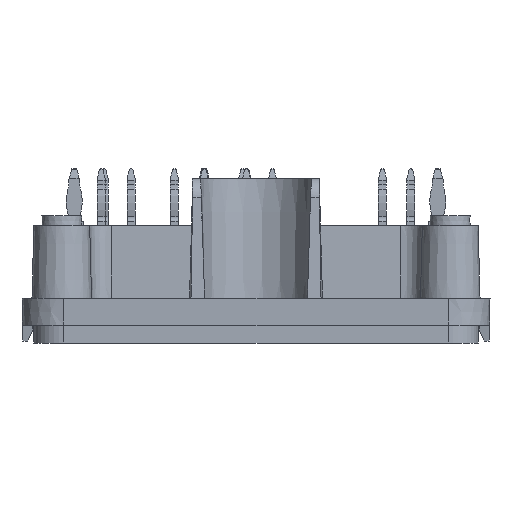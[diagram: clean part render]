
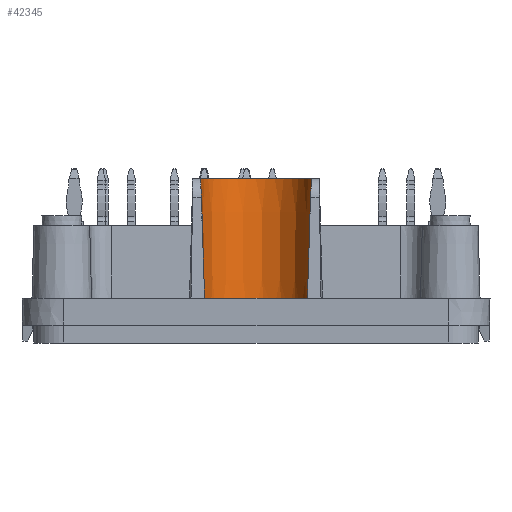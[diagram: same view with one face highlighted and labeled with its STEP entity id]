
A CAD part, left-side view. The second image highlights one B-rep face of the part: STEP entity #42345.
In plain terms, the highlighted conical face has half-angle 1 degrees and reference radius 5.538 mm.
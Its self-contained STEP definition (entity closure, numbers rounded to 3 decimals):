
#127=CONICAL_SURFACE('',#44429,5.538,0.017);
#423=B_SPLINE_CURVE_WITH_KNOTS('',3,(#59077,#59078,#59079,#59080,#59081),
 .UNSPECIFIED.,.F.,.F.,(4,1,4),(0.,0.002,0.003),
 .UNSPECIFIED.);
#424=B_SPLINE_CURVE_WITH_KNOTS('',3,(#59089,#59090,#59091,#59092,#59093),
 .UNSPECIFIED.,.F.,.F.,(4,1,4),(0.,0.002,
0.003),.UNSPECIFIED.);
#494=ELLIPSE('',#44422,126.261,6.231);
#495=ELLIPSE('',#44428,126.261,6.231);
#9748=ORIENTED_EDGE('',*,*,#17124,.F.);
#9749=ORIENTED_EDGE('',*,*,#18117,.T.);
#9750=ORIENTED_EDGE('',*,*,#18115,.T.);
#9751=ORIENTED_EDGE('',*,*,#18113,.T.);
#9752=ORIENTED_EDGE('',*,*,#18111,.T.);
#9753=ORIENTED_EDGE('',*,*,#18109,.T.);
#9754=ORIENTED_EDGE('',*,*,#18100,.T.);
#17124=EDGE_CURVE('',#21763,#21763,#24834,.T.);
#18100=EDGE_CURVE('',#22423,#22422,#25139,.T.);
#18109=EDGE_CURVE('',#22427,#22423,#494,.F.);
#18111=EDGE_CURVE('',#22428,#22427,#423,.T.);
#18113=EDGE_CURVE('',#22429,#22428,#25142,.F.);
#18115=EDGE_CURVE('',#22430,#22429,#424,.T.);
#18117=EDGE_CURVE('',#22422,#22430,#495,.F.);
#21763=VERTEX_POINT('',#55998);
#22422=VERTEX_POINT('',#59050);
#22423=VERTEX_POINT('',#59052);
#22427=VERTEX_POINT('',#59074);
#22428=VERTEX_POINT('',#59082);
#22429=VERTEX_POINT('',#59086);
#22430=VERTEX_POINT('',#59094);
#24834=CIRCLE('',#43698,5.349);
#25139=CIRCLE('',#44413,5.375);
#25142=CIRCLE('',#44425,5.585);
#26349=EDGE_LOOP('',(#9748));
#26350=EDGE_LOOP('',(#9749,#9750,#9751,#9752,#9753,#9754));
#28181=FACE_BOUND('',#26349,.T.);
#28182=FACE_BOUND('',#26350,.T.);
#42345=ADVANCED_FACE('',(#28181,#28182),#127,.F.);
#43698=AXIS2_PLACEMENT_3D('',#55997,#46842,#46843);
#44413=AXIS2_PLACEMENT_3D('',#59051,#48626,#48627);
#44422=AXIS2_PLACEMENT_3D('',#59073,#48648,#48649);
#44425=AXIS2_PLACEMENT_3D('',#59085,#48656,#48657);
#44428=AXIS2_PLACEMENT_3D('',#59097,#48664,#48665);
#44429=AXIS2_PLACEMENT_3D('',#59098,#48666,#48667);
#46842=DIRECTION('',(0.,0.,1.));
#46843=DIRECTION('',(1.,0.,0.));
#48626=DIRECTION('',(0.,0.,1.));
#48627=DIRECTION('',(-1.,0.,0.));
#48648=DIRECTION('',(0.999,0.,-0.052));
#48649=DIRECTION('',(0.052,0.,0.999));
#48656=DIRECTION('',(0.,0.,-1.));
#48657=DIRECTION('',(1.,0.,0.));
#48664=DIRECTION('',(0.999,0.,-0.052));
#48665=DIRECTION('',(0.052,0.,0.999));
#48666=DIRECTION('',(0.,0.,1.));
#48667=DIRECTION('',(-1.,0.,0.));
#55997=CARTESIAN_POINT('',(-46.5,0.,-0.3));
#55998=CARTESIAN_POINT('',(-41.151,0.,-0.3));
#59050=CARTESIAN_POINT('',(-48.,-5.162,1.2));
#59051=CARTESIAN_POINT('',(-46.5,0.,1.2));
#59052=CARTESIAN_POINT('',(-48.,5.162,1.2));
#59073=CARTESIAN_POINT('',(-44.299,0.,71.817));
#59074=CARTESIAN_POINT('',(-47.47,5.466,11.305));
#59077=CARTESIAN_POINT('',(-45.473,5.49,13.2));
#59078=CARTESIAN_POINT('',(-45.977,5.584,13.2));
#59079=CARTESIAN_POINT('',(-46.987,5.597,12.796));
#59080=CARTESIAN_POINT('',(-47.444,5.48,11.816));
#59081=CARTESIAN_POINT('',(-47.47,5.466,11.305));
#59082=CARTESIAN_POINT('',(-45.473,5.49,13.2));
#59085=CARTESIAN_POINT('',(-46.5,0.,13.2));
#59086=CARTESIAN_POINT('',(-45.473,-5.49,13.2));
#59089=CARTESIAN_POINT('',(-47.47,-5.466,11.305));
#59090=CARTESIAN_POINT('',(-47.444,-5.48,11.816));
#59091=CARTESIAN_POINT('',(-46.988,-5.597,12.795));
#59092=CARTESIAN_POINT('',(-45.977,-5.584,13.2));
#59093=CARTESIAN_POINT('',(-45.473,-5.49,13.2));
#59094=CARTESIAN_POINT('',(-47.47,-5.466,11.305));
#59097=CARTESIAN_POINT('',(-44.299,0.,71.817));
#59098=CARTESIAN_POINT('',(-46.5,0.,10.497));
